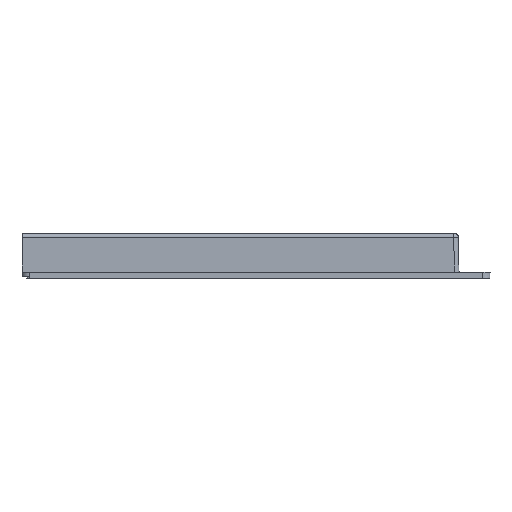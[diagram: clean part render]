
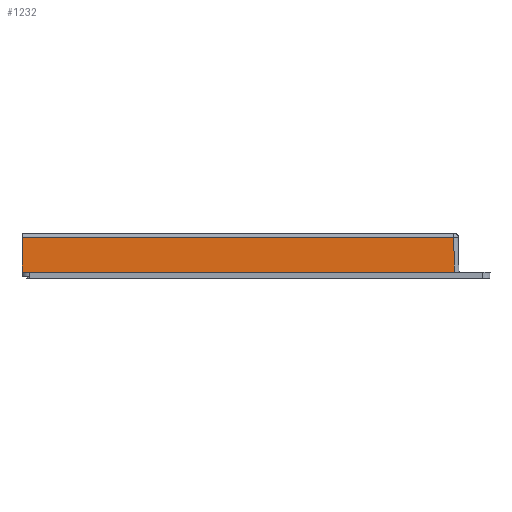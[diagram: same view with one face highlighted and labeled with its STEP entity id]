
A CAD part, left-side view. The second image highlights one B-rep face of the part: STEP entity #1232.
In plain terms, the highlighted planar face has unit normal (-1, 0, 0.018).
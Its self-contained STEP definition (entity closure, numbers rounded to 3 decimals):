
#64 = CARTESIAN_POINT ( 'NONE',  ( -88.441, 91.069, 22.019 ) ) ;
#90 = ORIENTED_EDGE ( 'NONE', *, *, #2178, .T. ) ;
#276 = DIRECTION ( 'NONE',  ( -1., 0., 0.017 ) ) ;
#293 = PLANE ( 'NONE',  #3857 ) ;
#574 = EDGE_CURVE ( 'NONE', #791, #1380, #2450, .T. ) ;
#654 = CARTESIAN_POINT ( 'NONE',  ( -88.441, 91.043, 22.019 ) ) ;
#721 = DIRECTION ( 'NONE',  ( -0.017, 0.017, -1. ) ) ;
#791 = VERTEX_POINT ( 'NONE', #1408 ) ;
#1013 = LINE ( 'NONE', #1288, #3682 ) ;
#1080 = DIRECTION ( 'NONE',  ( 0., -1., 0. ) ) ;
#1177 = DIRECTION ( 'NONE',  ( 0.017, 0.017, 1. ) ) ;
#1232 = ADVANCED_FACE ( 'NONE', ( #1459 ), #293, .T. ) ;
#1288 = CARTESIAN_POINT ( 'NONE',  ( -88.81, 91.438, 0.873 ) ) ;
#1380 = VERTEX_POINT ( 'NONE', #64 ) ;
#1408 = CARTESIAN_POINT ( 'NONE',  ( -88.441, -94.046, 22.019 ) ) ;
#1459 = FACE_OUTER_BOUND ( 'NONE', #1818, .T. ) ;
#1687 = CARTESIAN_POINT ( 'NONE',  ( -88.753, -94.358, 4.115 ) ) ;
#1818 = EDGE_LOOP ( 'NONE', ( #3541, #2939, #90, #2713 ) ) ;
#1999 = LINE ( 'NONE', #3460, #2055 ) ;
#2055 = VECTOR ( 'NONE', #1080, 1000. ) ;
#2101 = CARTESIAN_POINT ( 'NONE',  ( -88.703, 91.331, 6.993 ) ) ;
#2136 = DIRECTION ( 'NONE',  ( 0., 1., 0. ) ) ;
#2140 = VERTEX_POINT ( 'NONE', #2200 ) ;
#2178 = EDGE_CURVE ( 'NONE', #1380, #2337, #1013, .T. ) ;
#2200 = CARTESIAN_POINT ( 'NONE',  ( -88.703, -94.308, 6.993 ) ) ;
#2337 = VERTEX_POINT ( 'NONE', #2101 ) ;
#2397 = DIRECTION ( 'NONE',  ( 0.017, 0., 1. ) ) ;
#2416 = VECTOR ( 'NONE', #2136, 1000. ) ;
#2450 = LINE ( 'NONE', #654, #2416 ) ;
#2713 = ORIENTED_EDGE ( 'NONE', *, *, #2879, .T. ) ;
#2820 = VECTOR ( 'NONE', #1177, 1000. ) ;
#2879 = EDGE_CURVE ( 'NONE', #2337, #2140, #1999, .T. ) ;
#2939 = ORIENTED_EDGE ( 'NONE', *, *, #574, .T. ) ;
#2971 = CARTESIAN_POINT ( 'NONE',  ( -88.81, 91.438, 0.873 ) ) ;
#3181 = LINE ( 'NONE', #1687, #2820 ) ;
#3214 = EDGE_CURVE ( 'NONE', #2140, #791, #3181, .T. ) ;
#3460 = CARTESIAN_POINT ( 'NONE',  ( -88.703, 91.438, 6.993 ) ) ;
#3541 = ORIENTED_EDGE ( 'NONE', *, *, #3214, .T. ) ;
#3682 = VECTOR ( 'NONE', #721, 1000. ) ;
#3857 = AXIS2_PLACEMENT_3D ( 'NONE', #2971, #276, #2397 ) ;
